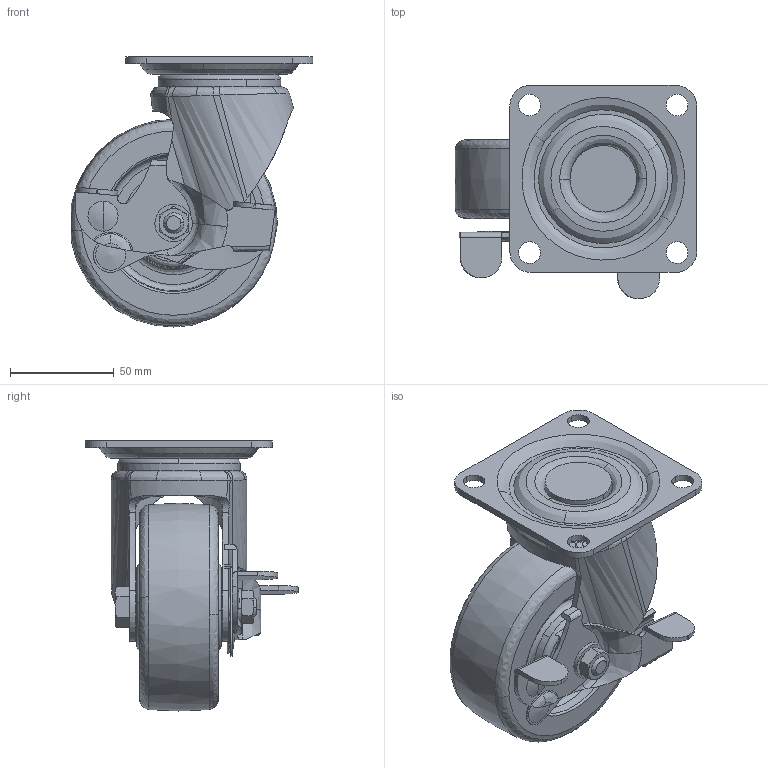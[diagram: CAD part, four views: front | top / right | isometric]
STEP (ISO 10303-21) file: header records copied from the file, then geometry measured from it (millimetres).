
FILE_DESCRIPTION((''),'2;1');
FILE_NAME('','2009-03-19T14:26:22',(''),(''),'','CADfix','');
FILE_SCHEMA(('AUTOMOTIVE_DESIGN { 1 0 10303 214 1 1 1 1 }'));
Length unit declared in the file: millimetre
Bounding box: 116.3 x 102.55 x 130 mm (x, y, z)
Volume: 387048.8 mm3; surface area: 97514 mm2
Topology: 7 solids, 7 shells, 403 faces, 1173 edges, 801 vertices
Faces by surface type: bspline 403
Entity records: 18402 total; most frequent: CARTESIAN_POINT 11909, ORIENTED_EDGE 2338, EDGE_CURVE 1169, VERTEX_POINT 801, EDGE_LOOP 446, FACE_OUTER_BOUND 403, ADVANCED_FACE 403, QUASI_UNIFORM_CURVE 373
